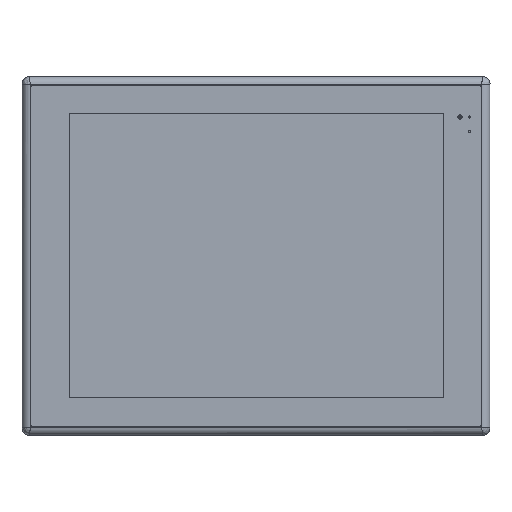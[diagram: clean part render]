
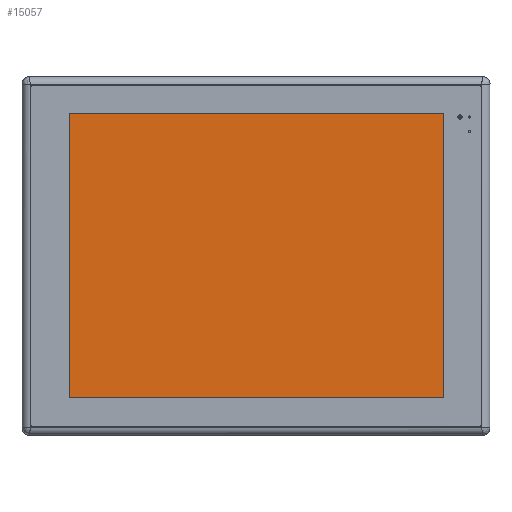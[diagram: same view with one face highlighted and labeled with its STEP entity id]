
A CAD part, top view. The second image highlights one B-rep face of the part: STEP entity #15057.
In plain terms, the highlighted planar face has unit normal (0, 0, 1).
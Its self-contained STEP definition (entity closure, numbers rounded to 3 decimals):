
#3039 = EDGE_CURVE ( 'NONE', #144080, #142519, #117046, .T. ) ;
#5102 = DIRECTION ( 'NONE',  ( 1., 0., 0. ) ) ;
#15057 = ADVANCED_FACE ( 'NONE', ( #200763 ), #167141, .T. ) ;
#19530 = DIRECTION ( 'NONE',  ( 0., 0., -1. ) ) ;
#25852 = CARTESIAN_POINT ( 'NONE',  ( 141.8, 111., 0. ) ) ;
#26584 = EDGE_CURVE ( 'NONE', #102710, #157596, #182903, .T. ) ;
#31484 = CARTESIAN_POINT ( 'NONE',  ( 141.8, -111., 0. ) ) ;
#33805 = CARTESIAN_POINT ( 'NONE',  ( 140.8, -112., 0. ) ) ;
#34712 = DIRECTION ( 'NONE',  ( 0., 0., -1. ) ) ;
#37630 = EDGE_CURVE ( 'NONE', #173611, #102275, #163105, .T. ) ;
#41361 = EDGE_LOOP ( 'NONE', ( #211960, #129861, #137757, #49411, #154775, #118519, #136502, #53246 ) ) ;
#47098 = VERTEX_POINT ( 'NONE', #198434 ) ;
#49411 = ORIENTED_EDGE ( 'NONE', *, *, #68087, .F. ) ;
#49544 = CIRCLE ( 'NONE', #99241, 1. ) ;
#49715 = CARTESIAN_POINT ( 'NONE',  ( -140.8, -111., 0. ) ) ;
#53246 = ORIENTED_EDGE ( 'NONE', *, *, #26584, .F. ) ;
#59156 = DIRECTION ( 'NONE',  ( 1., 0., 0. ) ) ;
#63323 = VECTOR ( 'NONE', #150466, 1000. ) ;
#66405 = CARTESIAN_POINT ( 'NONE',  ( -141.8, 111., 0. ) ) ;
#67822 = AXIS2_PLACEMENT_3D ( 'NONE', #206343, #105728, #5102 ) ;
#68087 = EDGE_CURVE ( 'NONE', #112669, #47098, #197294, .T. ) ;
#81474 = CARTESIAN_POINT ( 'NONE',  ( -140.8, 112., 0. ) ) ;
#83385 = DIRECTION ( 'NONE',  ( 1., 0., 0. ) ) ;
#85607 = DIRECTION ( 'NONE',  ( 0., 1., 0. ) ) ;
#92185 = AXIS2_PLACEMENT_3D ( 'NONE', #49715, #184055, #83385 ) ;
#92667 = DIRECTION ( 'NONE',  ( 0., 0., 1. ) ) ;
#98572 = CIRCLE ( 'NONE', #67822, 1. ) ;
#99241 = AXIS2_PLACEMENT_3D ( 'NONE', #120111, #19530, #137035 ) ;
#102275 = VERTEX_POINT ( 'NONE', #183740 ) ;
#102710 = VERTEX_POINT ( 'NONE', #81474 ) ;
#105728 = DIRECTION ( 'NONE',  ( 0., 0., 1. ) ) ;
#108015 = EDGE_CURVE ( 'NONE', #142519, #102710, #49544, .T. ) ;
#112669 = VERTEX_POINT ( 'NONE', #33805 ) ;
#114703 = EDGE_CURVE ( 'NONE', #47098, #144080, #126479, .T. ) ;
#117046 = LINE ( 'NONE', #136342, #206419 ) ;
#118190 = CARTESIAN_POINT ( 'NONE',  ( 140.8, 112., 0. ) ) ;
#118519 = ORIENTED_EDGE ( 'NONE', *, *, #37630, .F. ) ;
#120111 = CARTESIAN_POINT ( 'NONE',  ( -140.8, 111., 0. ) ) ;
#126479 = CIRCLE ( 'NONE', #143620, 1. ) ;
#129861 = ORIENTED_EDGE ( 'NONE', *, *, #3039, .F. ) ;
#133211 = CARTESIAN_POINT ( 'NONE',  ( -141.8, -111., 0. ) ) ;
#135254 = CARTESIAN_POINT ( 'NONE',  ( -140.8, -111., 0. ) ) ;
#136342 = CARTESIAN_POINT ( 'NONE',  ( -141.8, -111., 0. ) ) ;
#136502 = ORIENTED_EDGE ( 'NONE', *, *, #217249, .T. ) ;
#137035 = DIRECTION ( 'NONE',  ( 1., 0., 0. ) ) ;
#137757 = ORIENTED_EDGE ( 'NONE', *, *, #114703, .F. ) ;
#138256 = VECTOR ( 'NONE', #59156, 1000. ) ;
#140960 = AXIS2_PLACEMENT_3D ( 'NONE', #193325, #92667, #210202 ) ;
#142519 = VERTEX_POINT ( 'NONE', #66405 ) ;
#142858 = CARTESIAN_POINT ( 'NONE',  ( -140.8, 112., 0. ) ) ;
#143620 = AXIS2_PLACEMENT_3D ( 'NONE', #135254, #34712, #152113 ) ;
#144080 = VERTEX_POINT ( 'NONE', #133211 ) ;
#145816 = EDGE_CURVE ( 'NONE', #112669, #102275, #98572, .T. ) ;
#150466 = DIRECTION ( 'NONE',  ( -1., 0., 0. ) ) ;
#152113 = DIRECTION ( 'NONE',  ( 1., 0., 0. ) ) ;
#154775 = ORIENTED_EDGE ( 'NONE', *, *, #145816, .T. ) ;
#157596 = VERTEX_POINT ( 'NONE', #118190 ) ;
#163105 = LINE ( 'NONE', #31484, #207804 ) ;
#167141 = PLANE ( 'NONE',  #92185 ) ;
#167338 = CARTESIAN_POINT ( 'NONE',  ( -140.8, -112., 0. ) ) ;
#173611 = VERTEX_POINT ( 'NONE', #25852 ) ;
#182903 = LINE ( 'NONE', #142858, #138256 ) ;
#183740 = CARTESIAN_POINT ( 'NONE',  ( 141.8, -111., 0. ) ) ;
#184055 = DIRECTION ( 'NONE',  ( 0., 0., 1. ) ) ;
#193325 = CARTESIAN_POINT ( 'NONE',  ( 140.8, 111., 0. ) ) ;
#197294 = LINE ( 'NONE', #167338, #63323 ) ;
#198434 = CARTESIAN_POINT ( 'NONE',  ( -140.8, -112., 0. ) ) ;
#200763 = FACE_OUTER_BOUND ( 'NONE', #41361, .T. ) ;
#201730 = CIRCLE ( 'NONE', #140960, 1. ) ;
#206343 = CARTESIAN_POINT ( 'NONE',  ( 140.8, -111., 0. ) ) ;
#206419 = VECTOR ( 'NONE', #85607, 1000. ) ;
#207804 = VECTOR ( 'NONE', #215718, 1000. ) ;
#210202 = DIRECTION ( 'NONE',  ( 1., 0., 0. ) ) ;
#211960 = ORIENTED_EDGE ( 'NONE', *, *, #108015, .F. ) ;
#215718 = DIRECTION ( 'NONE',  ( 0., -1., 0. ) ) ;
#217249 = EDGE_CURVE ( 'NONE', #173611, #157596, #201730, .T. ) ;
